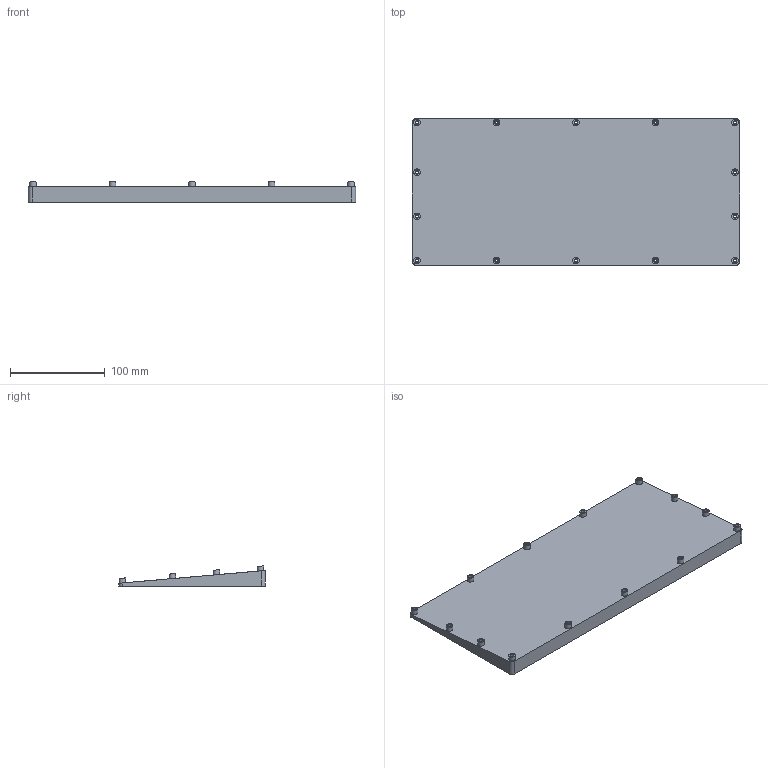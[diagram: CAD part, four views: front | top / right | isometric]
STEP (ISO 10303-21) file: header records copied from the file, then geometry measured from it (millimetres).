
FILE_DESCRIPTION(/* description */ ('','CAx-IF Rec.Pracs.---Representation and Presentation of Product Manufacturing Information (PMI)---4.0---2014-10-13'),/* implementation_level */ '2;1');
FILE_NAME(/* name */ 'Base.step',/* time_stamp */ '2025-07-30T15:35:32+05:30',/* author */ (''),/* organization */ (''),/* preprocessor_version */ 'ST-DEVELOPER v20',/* originating_system */ 'Autodesk Translation Framework v13.20.0.188',/* authorisation */ '');
FILE_SCHEMA (('AP242_MANAGED_MODEL_BASED_3D_ENGINEERING_MIM_LF { 1 0 10303 442 1 1 4 }'));
Length unit declared in the file: millimetre
Products named in the file (1): Base
Bounding box: 345 x 154.43 x 21.43 mm (x, y, z)
Volume: 521281.9 mm3; surface area: 120301.8 mm2
Topology: 2 solids, 2 shells, 111 faces, 197 edges, 131 vertices
Faces by surface type: cylinder 61, plane 49, cone 1
Full cylindrical faces by diameter (mm): 3 x14, 4 x14, 6 x15, 7 x14
Entity records: 2845 total; most frequent: DIRECTION 544, CARTESIAN_POINT 440, ORIENTED_EDGE 394, AXIS2_PLACEMENT_3D 235, EDGE_CURVE 197, EDGE_LOOP 182, VERTEX_POINT 131, FACE_OUTER_BOUND 111
